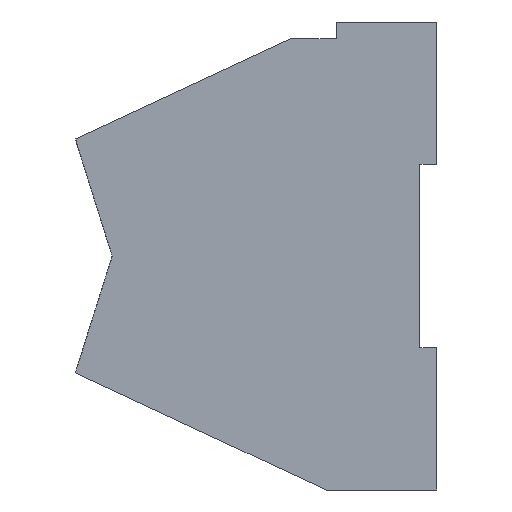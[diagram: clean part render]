
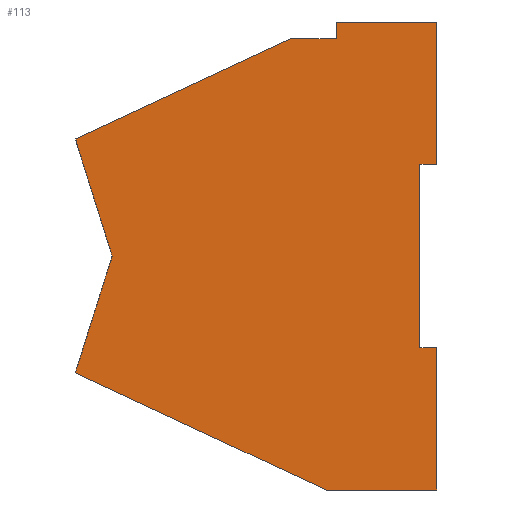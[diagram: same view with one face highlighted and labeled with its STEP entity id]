
A CAD part, left-side view. The second image highlights one B-rep face of the part: STEP entity #113.
In plain terms, the highlighted planar face has unit normal (-1, 0, 0).
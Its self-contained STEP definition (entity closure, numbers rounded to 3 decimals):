
#113 = ADVANCED_FACE( '', ( #229 ), #230, .F. );
#229 = FACE_OUTER_BOUND( '', #337, .T. );
#230 = PLANE( '', #338 );
#337 = EDGE_LOOP( '', ( #633, #634, #635, #636, #637, #638, #639, #640, #641, #642, #643, #644, #645 ) );
#338 = AXIS2_PLACEMENT_3D( '', #646, #647, #648 );
#633 = ORIENTED_EDGE( '', *, *, #698, .F. );
#634 = ORIENTED_EDGE( '', *, *, #781, .F. );
#635 = ORIENTED_EDGE( '', *, *, #750, .F. );
#636 = ORIENTED_EDGE( '', *, *, #758, .F. );
#637 = ORIENTED_EDGE( '', *, *, #745, .F. );
#638 = ORIENTED_EDGE( '', *, *, #770, .F. );
#639 = ORIENTED_EDGE( '', *, *, #777, .F. );
#640 = ORIENTED_EDGE( '', *, *, #709, .F. );
#641 = ORIENTED_EDGE( '', *, *, #755, .F. );
#642 = ORIENTED_EDGE( '', *, *, #721, .F. );
#643 = ORIENTED_EDGE( '', *, *, #773, .F. );
#644 = ORIENTED_EDGE( '', *, *, #683, .F. );
#645 = ORIENTED_EDGE( '', *, *, #673, .F. );
#646 = CARTESIAN_POINT( '', ( 0., 0., 0. ) );
#647 = DIRECTION( '', ( 1., 0., 0. ) );
#648 = DIRECTION( '', ( 0., 0., -1. ) );
#673 = EDGE_CURVE( '', #809, #810, #811, .T. );
#683 = EDGE_CURVE( '', #810, #827, #828, .T. );
#698 = EDGE_CURVE( '', #850, #809, #851, .T. );
#709 = EDGE_CURVE( '', #866, #867, #868, .T. );
#721 = EDGE_CURVE( '', #885, #886, #887, .T. );
#745 = EDGE_CURVE( '', #918, #920, #921, .T. );
#750 = EDGE_CURVE( '', #928, #929, #930, .T. );
#755 = EDGE_CURVE( '', #886, #866, #937, .T. );
#758 = EDGE_CURVE( '', #920, #928, #940, .T. );
#770 = EDGE_CURVE( '', #952, #918, #954, .T. );
#773 = EDGE_CURVE( '', #827, #885, #957, .T. );
#777 = EDGE_CURVE( '', #867, #952, #961, .T. );
#781 = EDGE_CURVE( '', #929, #850, #965, .T. );
#809 = VERTEX_POINT( '', #997 );
#810 = VERTEX_POINT( '', #998 );
#811 = LINE( '', #999, #1000 );
#827 = VERTEX_POINT( '', #1019 );
#828 = LINE( '', #1020, #1021 );
#850 = VERTEX_POINT( '', #1051 );
#851 = LINE( '', #1052, #1053 );
#866 = VERTEX_POINT( '', #1071 );
#867 = VERTEX_POINT( '', #1072 );
#868 = LINE( '', #1073, #1074 );
#885 = VERTEX_POINT( '', #1095 );
#886 = VERTEX_POINT( '', #1096 );
#887 = LINE( '', #1097, #1098 );
#918 = VERTEX_POINT( '', #1143 );
#920 = VERTEX_POINT( '', #1146 );
#921 = LINE( '', #1147, #1148 );
#928 = VERTEX_POINT( '', #1158 );
#929 = VERTEX_POINT( '', #1159 );
#930 = LINE( '', #1160, #1161 );
#937 = LINE( '', #1171, #1172 );
#940 = LINE( '', #1176, #1177 );
#952 = VERTEX_POINT( '', #1194 );
#954 = LINE( '', #1197, #1198 );
#957 = LINE( '', #1201, #1202 );
#961 = LINE( '', #1206, #1207 );
#965 = LINE( '', #1211, #1212 );
#997 = CARTESIAN_POINT( '', ( 0., 0., 7. ) );
#998 = CARTESIAN_POINT( '', ( 0., 0., 2.75 ) );
#999 = CARTESIAN_POINT( '', ( 0., 0., 7. ) );
#1000 = VECTOR( '', #1242, 1000. );
#1019 = CARTESIAN_POINT( '', ( 0., 0.5, 2.75 ) );
#1020 = CARTESIAN_POINT( '', ( 0., 0., 2.75 ) );
#1021 = VECTOR( '', #1258, 1000. );
#1051 = CARTESIAN_POINT( '', ( 0., 3., 7. ) );
#1052 = CARTESIAN_POINT( '', ( 0., 3., 7. ) );
#1053 = VECTOR( '', #1279, 1000. );
#1071 = CARTESIAN_POINT( '', ( 0., 0., -7. ) );
#1072 = CARTESIAN_POINT( '', ( 0., 3.3, -7. ) );
#1073 = CARTESIAN_POINT( '', ( 0., 0., -7. ) );
#1074 = VECTOR( '', #1295, 1000. );
#1095 = CARTESIAN_POINT( '', ( 0., 0.5, -2.75 ) );
#1096 = CARTESIAN_POINT( '', ( 0., 0., -2.75 ) );
#1097 = CARTESIAN_POINT( '', ( 0., 0.5, -2.75 ) );
#1098 = VECTOR( '', #1312, 1000. );
#1143 = CARTESIAN_POINT( '', ( 0., 9.703, 0. ) );
#1146 = CARTESIAN_POINT( '', ( 0., 10.806, 3.5 ) );
#1147 = CARTESIAN_POINT( '', ( 0., 9.703, 0. ) );
#1148 = VECTOR( '', #1343, 1000. );
#1158 = CARTESIAN_POINT( '', ( 0., 4.373, 6.5 ) );
#1159 = CARTESIAN_POINT( '', ( 0., 3., 6.5 ) );
#1160 = CARTESIAN_POINT( '', ( 0., 4.373, 6.5 ) );
#1161 = VECTOR( '', #1347, 1000. );
#1171 = CARTESIAN_POINT( '', ( 0., 0., -2.75 ) );
#1172 = VECTOR( '', #1351, 1000. );
#1176 = CARTESIAN_POINT( '', ( 0., 10.806, 3.5 ) );
#1177 = VECTOR( '', #1353, 1000. );
#1194 = CARTESIAN_POINT( '', ( 0., 10.806, -3.5 ) );
#1197 = CARTESIAN_POINT( '', ( 0., 10.806, -3.5 ) );
#1198 = VECTOR( '', #1363, 1000. );
#1201 = CARTESIAN_POINT( '', ( 0., 0.5, 2.75 ) );
#1202 = VECTOR( '', #1367, 1000. );
#1206 = CARTESIAN_POINT( '', ( 0., 3.3, -7. ) );
#1207 = VECTOR( '', #1371, 1000. );
#1211 = CARTESIAN_POINT( '', ( 0., 3., 6.5 ) );
#1212 = VECTOR( '', #1372, 1000. );
#1242 = DIRECTION( '', ( 0., 0., -1. ) );
#1258 = DIRECTION( '', ( 0., 1., 0. ) );
#1279 = DIRECTION( '', ( 0., -1., 0. ) );
#1295 = DIRECTION( '', ( 0., 1., 0. ) );
#1312 = DIRECTION( '', ( 0., -1., 0. ) );
#1343 = DIRECTION( '', ( 0., 0.301, 0.954 ) );
#1347 = DIRECTION( '', ( 0., -1., 0. ) );
#1351 = DIRECTION( '', ( 0., 0., -1. ) );
#1353 = DIRECTION( '', ( 0., -0.906, 0.423 ) );
#1363 = DIRECTION( '', ( 0., -0.301, 0.954 ) );
#1367 = DIRECTION( '', ( 0., 0., -1. ) );
#1371 = DIRECTION( '', ( 0., 0.906, 0.423 ) );
#1372 = DIRECTION( '', ( 0., 0., 1. ) );
